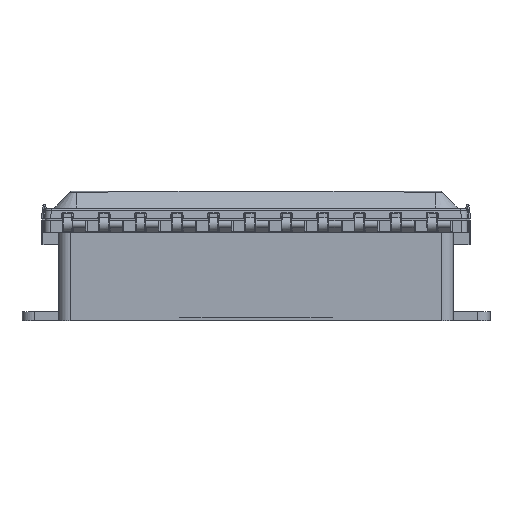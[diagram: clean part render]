
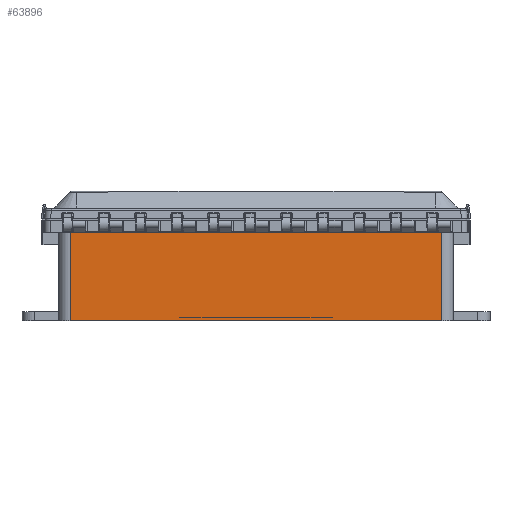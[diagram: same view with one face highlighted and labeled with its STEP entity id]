
A CAD part, left-side view. The second image highlights one B-rep face of the part: STEP entity #63896.
In plain terms, the highlighted planar face has unit normal (-1, 0, 0).
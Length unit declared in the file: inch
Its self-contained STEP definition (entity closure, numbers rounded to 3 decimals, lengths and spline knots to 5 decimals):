
#3251 = EDGE_CURVE ( 'NONE', #61148, #19433, #20188, .T. ) ;
#6706 = FACE_OUTER_BOUND ( 'NONE', #44661, .T. ) ;
#8467 = DIRECTION ( 'NONE',  ( 0., 0., 1. ) ) ;
#9635 = LINE ( 'NONE', #32711, #25455 ) ;
#10956 = AXIS2_PLACEMENT_3D ( 'NONE', #48680, #52850, #24068 ) ;
#19433 = VERTEX_POINT ( 'NONE', #31055 ) ;
#20188 = LINE ( 'NONE', #48195, #46016 ) ;
#20293 = LINE ( 'NONE', #60431, #31539 ) ;
#21547 = ORIENTED_EDGE ( 'NONE', *, *, #3251, .T. ) ;
#24068 = DIRECTION ( 'NONE',  ( 0., 1., 0. ) ) ;
#25455 = VECTOR ( 'NONE', #55812, 39.37008 ) ;
#25592 = PLANE ( 'NONE',  #10956 ) ;
#29224 = LINE ( 'NONE', #29593, #40997 ) ;
#29593 = CARTESIAN_POINT ( 'NONE',  ( -7.12363, 7.64, -25.74645 ) ) ;
#31055 = CARTESIAN_POINT ( 'NONE',  ( -7.12363, -7.64, -0.5 ) ) ;
#31539 = VECTOR ( 'NONE', #72539, 39.37008 ) ;
#32711 = CARTESIAN_POINT ( 'NONE',  ( -7.12363, 7.64, -0.5 ) ) ;
#38388 = ORIENTED_EDGE ( 'NONE', *, *, #50717, .T. ) ;
#40992 = VERTEX_POINT ( 'NONE', #54887 ) ;
#40997 = VECTOR ( 'NONE', #70507, 39.37008 ) ;
#44661 = EDGE_LOOP ( 'NONE', ( #21547, #38388, #57618, #44898 ) ) ;
#44898 = ORIENTED_EDGE ( 'NONE', *, *, #60728, .F. ) ;
#44978 = CARTESIAN_POINT ( 'NONE',  ( -7.12363, 7.64, -4.14 ) ) ;
#46016 = VECTOR ( 'NONE', #8467, 39.37008 ) ;
#46332 = VERTEX_POINT ( 'NONE', #44978 ) ;
#48195 = CARTESIAN_POINT ( 'NONE',  ( -7.12363, -7.64, -25.74645 ) ) ;
#48680 = CARTESIAN_POINT ( 'NONE',  ( -7.12363, 7.64, -25.74645 ) ) ;
#50717 = EDGE_CURVE ( 'NONE', #19433, #40992, #9635, .T. ) ;
#52850 = DIRECTION ( 'NONE',  ( 1., 0., 0. ) ) ;
#54887 = CARTESIAN_POINT ( 'NONE',  ( -7.12363, 7.64, -0.5 ) ) ;
#55812 = DIRECTION ( 'NONE',  ( 0., 1., 0. ) ) ;
#56692 = EDGE_CURVE ( 'NONE', #46332, #40992, #29224, .T. ) ;
#57618 = ORIENTED_EDGE ( 'NONE', *, *, #56692, .F. ) ;
#60431 = CARTESIAN_POINT ( 'NONE',  ( -7.12363, 7.64, -4.14 ) ) ;
#60728 = EDGE_CURVE ( 'NONE', #61148, #46332, #20293, .T. ) ;
#61148 = VERTEX_POINT ( 'NONE', #67344 ) ;
#63896 = ADVANCED_FACE ( 'NONE', ( #6706 ), #25592, .F. ) ;
#67344 = CARTESIAN_POINT ( 'NONE',  ( -7.12363, -7.64, -4.14 ) ) ;
#70507 = DIRECTION ( 'NONE',  ( 0., 0., 1. ) ) ;
#72539 = DIRECTION ( 'NONE',  ( 0., 1., 0. ) ) ;
